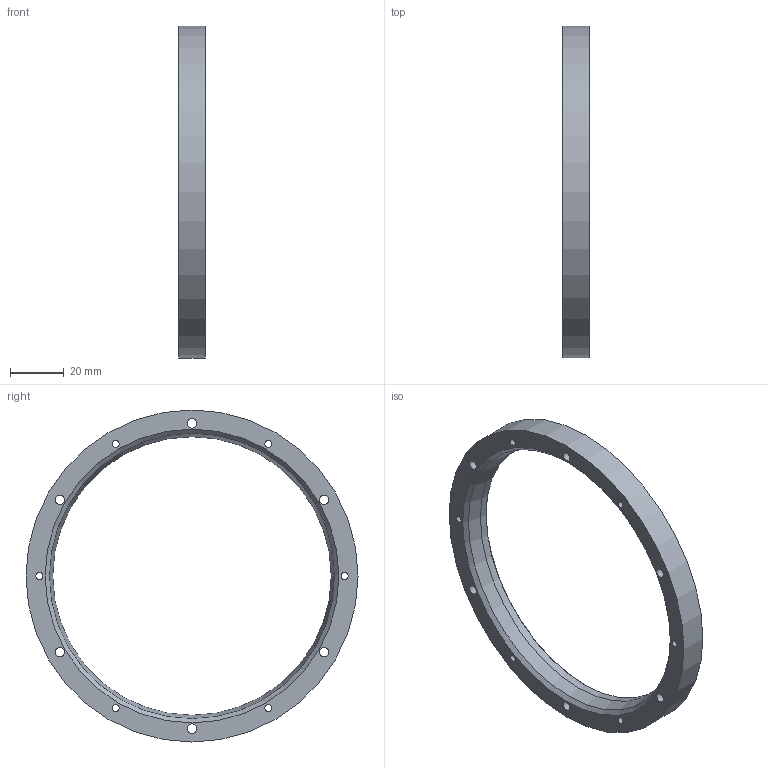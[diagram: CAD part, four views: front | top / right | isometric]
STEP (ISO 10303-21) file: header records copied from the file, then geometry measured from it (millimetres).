
FILE_DESCRIPTION(/* description */ (''),/* implementation_level */ '2;1');
FILE_NAME(/* name */ 'M-9559-1017.stp',/* time_stamp */ '2017-07-06T08:58:39+01:00',/* author */ (''),/* organization */ (''),/* preprocessor_version */ 'ST-DEVELOPER v16',/* originating_system */ 'SIEMENS PLM Software NX 10.0',/* authorisation */ '');
FILE_SCHEMA (('AUTOMOTIVE_DESIGN { 1 0 10303 214 3 1 1 1 }'));
Length unit declared in the file: millimetre
Products named in the file (1): mw132164FB80nny3
Bounding box: 10 x 124 x 124 mm (x, y, z)
Volume: 32255.7 mm3; surface area: 14761.2 mm2
Topology: 1 solids, 1 shells, 43 faces, 84 edges, 55 vertices
Faces by surface type: cylinder 26, plane 14, cone 3
Full cylindrical faces by diameter (mm): 2.6 x6, 3.5 x12, 6 x6, 104.02 x1, 124 x1
Entity records: 1068 total; most frequent: DIRECTION 198, CARTESIAN_POINT 154, FACE_BOUND 110, EDGE_LOOP 110, ORIENTED_EDGE 110, AXIS2_PLACEMENT_3D 99, VERTEX_POINT 55, EDGE_CURVE 55
